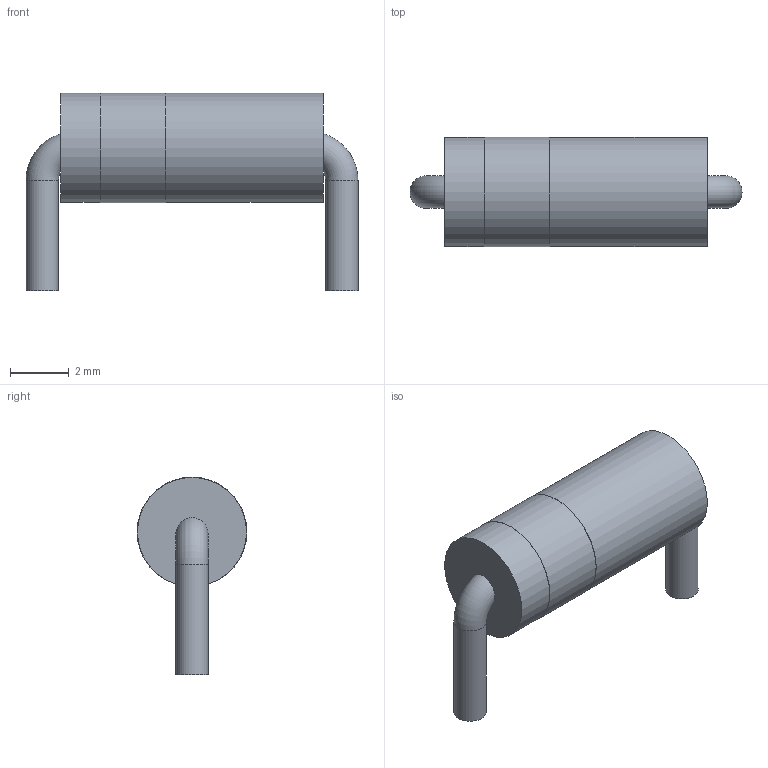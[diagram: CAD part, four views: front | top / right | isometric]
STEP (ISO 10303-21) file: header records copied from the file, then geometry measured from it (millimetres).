
FILE_DESCRIPTION(('FreeCAD Model'),'2;1');
FILE_NAME('D_5W_P10.16mm_Horizontal.step','2017-11-23T21:06:45',('kicad StepUp'),( 'ksu MCAD'),'Open CASCADE STEP processor 7.1','FreeCAD','Unknown');
FILE_SCHEMA(('AUTOMOTIVE_DESIGN { 1 0 10303 214 1 1 1 1 }'));
Length unit declared in the file: millimetre
Products named in the file (1): D_5W_P10.16mm_Horizontal
Bounding box: 11.26 x 3.72 x 6.71 mm (x, y, z)
Volume: 105.4 mm3; surface area: 159.4 mm2
Topology: 1 solids, 1 shells, 13 faces, 19 edges, 12 vertices
Faces by surface type: plane 6, cylinder 5, torus 2
Full cylindrical faces by diameter (mm): 1.1 x2, 3.7 x2, 3.72 x1
Entity records: 529 total; most frequent: CARTESIAN_POINT 295, ORIENTED_EDGE 35, AXIS2_PLACEMENT_3D 24, EDGE_CURVE 19, FACE_BOUND 17, EDGE_LOOP 17, DIRECTION 15, ADVANCED_FACE 13
